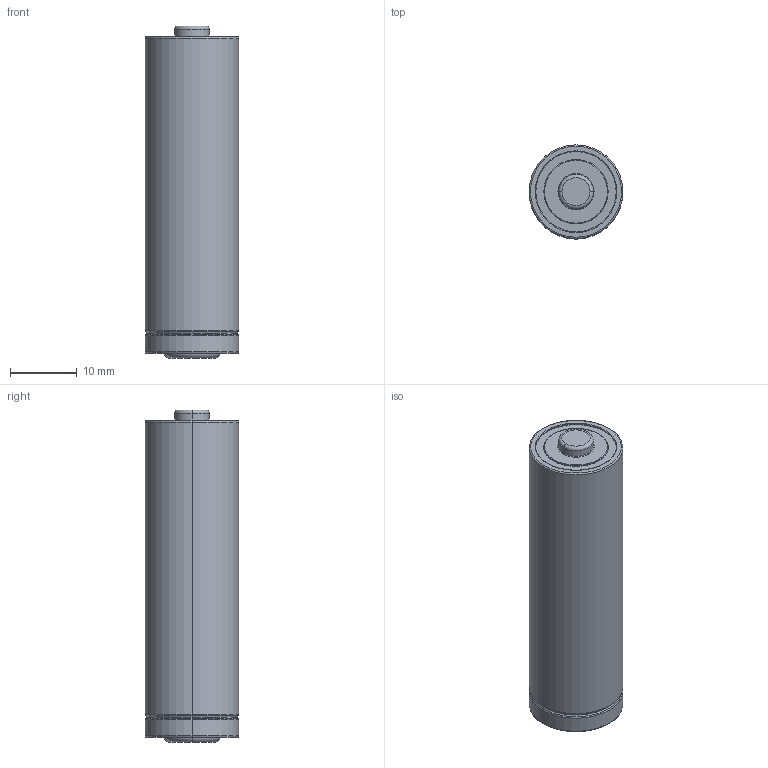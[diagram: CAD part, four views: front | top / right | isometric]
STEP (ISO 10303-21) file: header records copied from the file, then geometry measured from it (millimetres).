
FILE_DESCRIPTION (( 'STEP AP203' ), '1' );
FILE_NAME ('AA-LR6 Battery.STEP', '2016-08-01T05:00:37', ( '' ), ( '' ), 'SwSTEP 2.0', 'SolidWorks 2016', '' );
FILE_SCHEMA (( 'CONFIG_CONTROL_DESIGN' ));
Length unit declared in the file: millimetre
Products named in the file (1): AA-LR6 Battery
Bounding box: 14 x 14 x 49.6 mm (x, y, z)
Volume: 7336.1 mm3; surface area: 2430.1 mm2
Topology: 1 solids, 1 shells, 40 faces, 78 edges, 44 vertices
Faces by surface type: torus 24, cylinder 10, plane 6
Entity records: 1115 total; most frequent: DIRECTION 228, CARTESIAN_POINT 163, ORIENTED_EDGE 156, AXIS2_PLACEMENT_3D 109, EDGE_CURVE 78, CIRCLE 68, VERTEX_POINT 44, EDGE_LOOP 44
